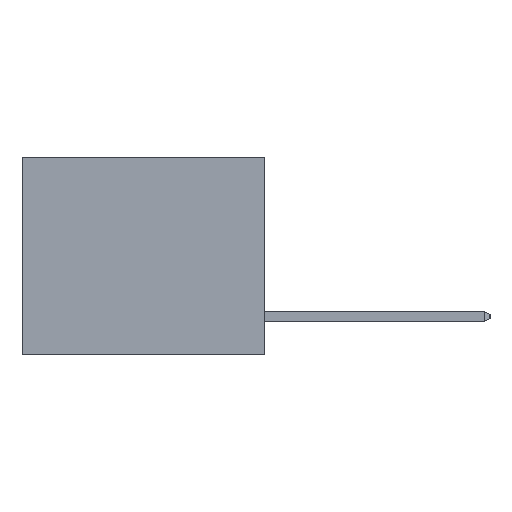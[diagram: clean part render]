
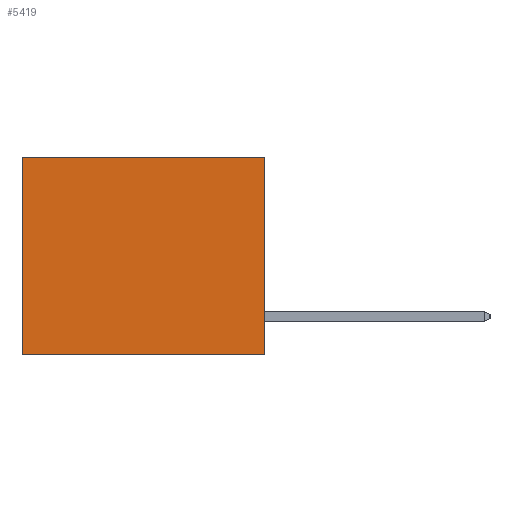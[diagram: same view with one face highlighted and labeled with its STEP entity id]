
A CAD part, left-side view. The second image highlights one B-rep face of the part: STEP entity #5419.
In plain terms, the highlighted planar face has unit normal (-1, 0, 0).
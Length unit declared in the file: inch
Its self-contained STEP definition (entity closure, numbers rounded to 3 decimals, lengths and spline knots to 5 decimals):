
#110 = LINE ( 'NONE', #14248, #17344 ) ;
#2524 = CARTESIAN_POINT ( 'NONE',  ( 0.3165, 0.6, 0. ) ) ;
#3116 = CARTESIAN_POINT ( 'NONE',  ( 0.3165, 0., -0.49 ) ) ;
#3320 = EDGE_CURVE ( 'NONE', #18202, #27807, #28016, .T. ) ;
#4075 = DIRECTION ( 'NONE',  ( 0., 0., -1. ) ) ;
#4718 = VECTOR ( 'NONE', #13192, 39.37008 ) ;
#5419 = ADVANCED_FACE ( 'NONE', ( #26727 ), #17746, .F. ) ;
#5605 = DIRECTION ( 'NONE',  ( 0., 0., -1. ) ) ;
#6471 = VERTEX_POINT ( 'NONE', #20628 ) ;
#7017 = ORIENTED_EDGE ( 'NONE', *, *, #14327, .F. ) ;
#8464 = CARTESIAN_POINT ( 'NONE',  ( 0.3165, 0., 0. ) ) ;
#8869 = EDGE_CURVE ( 'NONE', #16079, #6471, #30795, .T. ) ;
#9121 = CARTESIAN_POINT ( 'NONE',  ( 0.3165, 0.6, -0.49 ) ) ;
#10395 = CARTESIAN_POINT ( 'NONE',  ( 0.3165, 0., 0. ) ) ;
#12786 = VECTOR ( 'NONE', #4075, 39.37008 ) ;
#13192 = DIRECTION ( 'NONE',  ( 0., 1., 0. ) ) ;
#14248 = CARTESIAN_POINT ( 'NONE',  ( 0.3165, 0., -0.49 ) ) ;
#14327 = EDGE_CURVE ( 'NONE', #18202, #16079, #110, .T. ) ;
#14751 = VECTOR ( 'NONE', #25459, 39.37008 ) ;
#16079 = VERTEX_POINT ( 'NONE', #26891 ) ;
#17344 = VECTOR ( 'NONE', #21449, 39.37008 ) ;
#17746 = PLANE ( 'NONE',  #19370 ) ;
#18202 = VERTEX_POINT ( 'NONE', #10395 ) ;
#18701 = ORIENTED_EDGE ( 'NONE', *, *, #19008, .T. ) ;
#19008 = EDGE_CURVE ( 'NONE', #27807, #6471, #20761, .T. ) ;
#19370 = AXIS2_PLACEMENT_3D ( 'NONE', #3116, #26691, #5605 ) ;
#20628 = CARTESIAN_POINT ( 'NONE',  ( 0.3165, 0.6, -0.49 ) ) ;
#20683 = ORIENTED_EDGE ( 'NONE', *, *, #3320, .T. ) ;
#20761 = LINE ( 'NONE', #9121, #12786 ) ;
#21449 = DIRECTION ( 'NONE',  ( 0., 0., -1. ) ) ;
#25459 = DIRECTION ( 'NONE',  ( 0., 1., 0. ) ) ;
#25568 = CARTESIAN_POINT ( 'NONE',  ( 0.3165, 0., -0.49 ) ) ;
#26691 = DIRECTION ( 'NONE',  ( 1., 0., 0. ) ) ;
#26727 = FACE_OUTER_BOUND ( 'NONE', #31008, .T. ) ;
#26891 = CARTESIAN_POINT ( 'NONE',  ( 0.3165, 0., -0.49 ) ) ;
#27807 = VERTEX_POINT ( 'NONE', #2524 ) ;
#28016 = LINE ( 'NONE', #8464, #4718 ) ;
#28671 = ORIENTED_EDGE ( 'NONE', *, *, #8869, .F. ) ;
#30795 = LINE ( 'NONE', #25568, #14751 ) ;
#31008 = EDGE_LOOP ( 'NONE', ( #18701, #28671, #7017, #20683 ) ) ;
